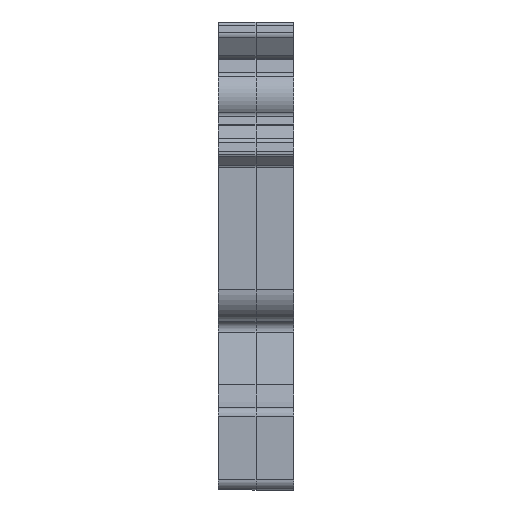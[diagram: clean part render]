
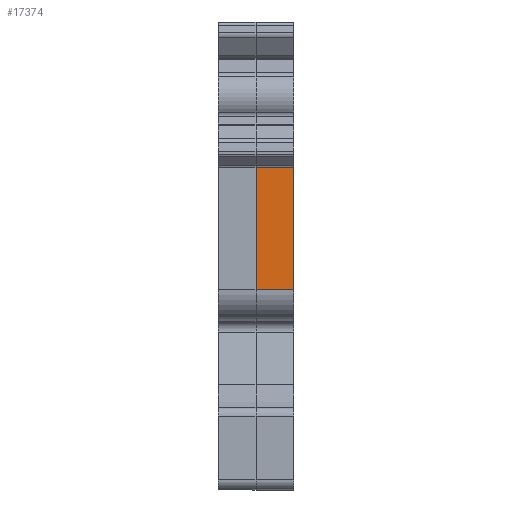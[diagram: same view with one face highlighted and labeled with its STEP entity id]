
A CAD part, front view. The second image highlights one B-rep face of the part: STEP entity #17374.
In plain terms, the highlighted planar face has unit normal (0, -1, 0).
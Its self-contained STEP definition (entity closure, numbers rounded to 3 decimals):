
#1423 = PLANE ( 'NONE',  #11151 ) ;
#1434 = VECTOR ( 'NONE', #3217, 1000. ) ;
#2233 = ORIENTED_EDGE ( 'NONE', *, *, #13871, .F. ) ;
#2763 = CARTESIAN_POINT ( 'NONE',  ( 6., -59.127, 8.443 ) ) ;
#3037 = EDGE_LOOP ( 'NONE', ( #4397, #12375, #2233, #10373 ) ) ;
#3217 = DIRECTION ( 'NONE',  ( -1., 0., 0. ) ) ;
#3362 = EDGE_CURVE ( 'NONE', #6150, #9414, #14151, .T. ) ;
#3453 = CARTESIAN_POINT ( 'NONE',  ( 6., -59.127, 18.197 ) ) ;
#3478 = EDGE_CURVE ( 'NONE', #9414, #6410, #15732, .T. ) ;
#3740 = DIRECTION ( 'NONE',  ( 0., 0., -1. ) ) ;
#3789 = CARTESIAN_POINT ( 'NONE',  ( 6., -59.127, 8.443 ) ) ;
#3874 = LINE ( 'NONE', #3789, #4023 ) ;
#4023 = VECTOR ( 'NONE', #6611, 1000. ) ;
#4397 = ORIENTED_EDGE ( 'NONE', *, *, #3362, .T. ) ;
#5152 = CARTESIAN_POINT ( 'NONE',  ( 3., -59.127, 8.443 ) ) ;
#5413 = EDGE_CURVE ( 'NONE', #14006, #6150, #3874, .T. ) ;
#6022 = CARTESIAN_POINT ( 'NONE',  ( 6., -59.127, 18.197 ) ) ;
#6150 = VERTEX_POINT ( 'NONE', #3453 ) ;
#6410 = VERTEX_POINT ( 'NONE', #13503 ) ;
#6611 = DIRECTION ( 'NONE',  ( 0., 0., 1. ) ) ;
#7522 = FACE_OUTER_BOUND ( 'NONE', #3037, .T. ) ;
#7727 = DIRECTION ( 'NONE',  ( -1., 0., 0. ) ) ;
#8217 = CARTESIAN_POINT ( 'NONE',  ( 3., -59.127, 18.197 ) ) ;
#9414 = VERTEX_POINT ( 'NONE', #8217 ) ;
#9593 = CARTESIAN_POINT ( 'NONE',  ( 6., -59.127, 8.443 ) ) ;
#10373 = ORIENTED_EDGE ( 'NONE', *, *, #5413, .T. ) ;
#11151 = AXIS2_PLACEMENT_3D ( 'NONE', #2763, #17423, #14670 ) ;
#12213 = VECTOR ( 'NONE', #7727, 1000. ) ;
#12375 = ORIENTED_EDGE ( 'NONE', *, *, #3478, .T. ) ;
#13503 = CARTESIAN_POINT ( 'NONE',  ( 3., -59.127, 8.443 ) ) ;
#13871 = EDGE_CURVE ( 'NONE', #14006, #6410, #17004, .T. ) ;
#14006 = VERTEX_POINT ( 'NONE', #9593 ) ;
#14151 = LINE ( 'NONE', #6022, #1434 ) ;
#14436 = CARTESIAN_POINT ( 'NONE',  ( 6., -59.127, 8.443 ) ) ;
#14670 = DIRECTION ( 'NONE',  ( -1., 0., 0. ) ) ;
#15496 = VECTOR ( 'NONE', #3740, 1000. ) ;
#15732 = LINE ( 'NONE', #5152, #15496 ) ;
#17004 = LINE ( 'NONE', #14436, #12213 ) ;
#17374 = ADVANCED_FACE ( 'NONE', ( #7522 ), #1423, .T. ) ;
#17423 = DIRECTION ( 'NONE',  ( 0., -1., 0. ) ) ;
